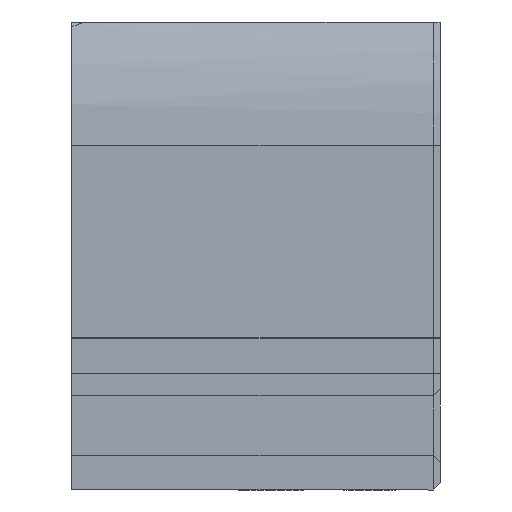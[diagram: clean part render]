
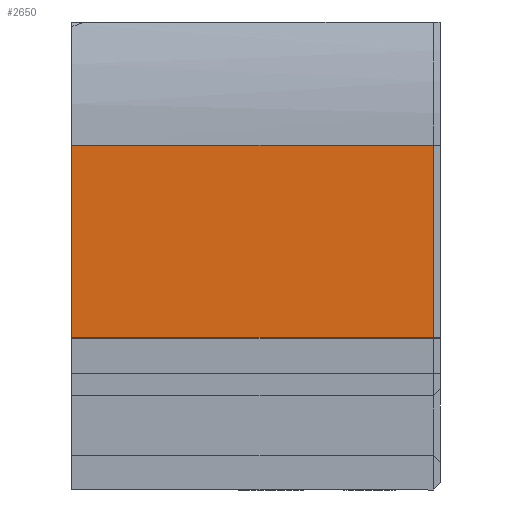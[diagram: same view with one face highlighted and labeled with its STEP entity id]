
A CAD part, left-side view. The second image highlights one B-rep face of the part: STEP entity #2650.
In plain terms, the highlighted planar face has unit normal (-1, 0, 0).
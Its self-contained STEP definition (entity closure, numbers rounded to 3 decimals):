
#210=PLANE('',#2907);
#352=FACE_OUTER_BOUND('',#524,.T.);
#524=EDGE_LOOP('',(#2449,#2450,#2451,#2452));
#549=LINE('',#3721,#813);
#586=LINE('',#3911,#850);
#752=LINE('',#4415,#1016);
#780=LINE('',#4493,#1044);
#813=VECTOR('',#2964,10.);
#850=VECTOR('',#3037,10.);
#1016=VECTOR('',#3531,10.);
#1044=VECTOR('',#3625,10.);
#1151=VERTEX_POINT('',#3718);
#1152=VERTEX_POINT('',#3720);
#1205=VERTEX_POINT('',#3910);
#1354=VERTEX_POINT('',#4414);
#1396=EDGE_CURVE('',#1151,#1152,#549,.T.);
#1454=EDGE_CURVE('',#1205,#1152,#586,.T.);
#1694=EDGE_CURVE('',#1205,#1354,#752,.T.);
#1732=EDGE_CURVE('',#1354,#1151,#780,.T.);
#2449=ORIENTED_EDGE('',*,*,#1732,.F.);
#2450=ORIENTED_EDGE('',*,*,#1694,.F.);
#2451=ORIENTED_EDGE('',*,*,#1454,.T.);
#2452=ORIENTED_EDGE('',*,*,#1396,.F.);
#2650=ADVANCED_FACE('',(#352),#210,.T.);
#2907=AXIS2_PLACEMENT_3D('',#4494,#3626,#3627);
#2964=DIRECTION('',(0.,1.,0.));
#3037=DIRECTION('',(0.,0.,-1.));
#3531=DIRECTION('',(0.,-1.,0.));
#3625=DIRECTION('',(0.,0.,-1.));
#3626=DIRECTION('center_axis',(-1.,0.,0.));
#3627=DIRECTION('ref_axis',(0.,0.,
-1.));
#3718=CARTESIAN_POINT('',(302.62,-164.529,91.5));
#3720=CARTESIAN_POINT('',(302.62,-143.929,91.5));
#3721=CARTESIAN_POINT('',(302.62,-148.679,91.5));
#3910=CARTESIAN_POINT('',(302.62,-143.929,102.486));
#3911=CARTESIAN_POINT('',(302.62,-143.929,101.5));
#4414=CARTESIAN_POINT('',(302.62,-164.529,102.486));
#4415=CARTESIAN_POINT('',(302.62,-143.929,102.486));
#4493=CARTESIAN_POINT('',(302.62,-164.529,100.486));
#4494=CARTESIAN_POINT('Origin',(302.62,-143.929,102.486));
